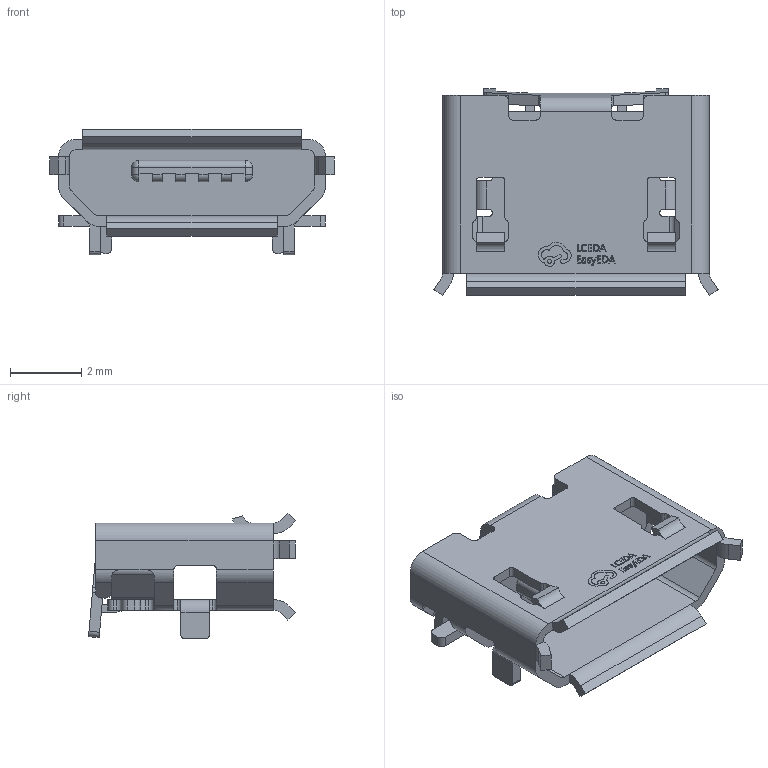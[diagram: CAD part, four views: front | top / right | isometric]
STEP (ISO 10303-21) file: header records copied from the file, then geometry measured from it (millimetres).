
FILE_DESCRIPTION (( 'STEP AP214' ), '1' );
FILE_NAME ('MICRO-USB-SMD_10103594-0001LF.step', '2022-07-07T02:32:33', ( '' ), ( '' ), 'SwSTEP 2.0', 'SolidWorks 2020', '' );
FILE_SCHEMA (( 'AUTOMOTIVE_DESIGN' ));
Length unit declared in the file: millimetre
Products named in the file (1): MICRO-USB-SMD_10103594-0001LF
Bounding box: 8 x 5.82 x 3.52 mm (x, y, z)
Volume: 51.9 mm3; surface area: 275.9 mm2
Topology: 2 solids, 2 shells, 623 faces, 1754 edges, 1152 vertices
Faces by surface type: plane 365, cylinder 142, bspline 112, sphere 4
Entity records: 27555 total; most frequent: CARTESIAN_POINT 5750, ORIENTED_EDGE 3500, DIRECTION 2808, EDGE_CURVE 1750, VECTOR 1228, LINE 1228, VERTEX_POINT 1152, AXIS2_PLACEMENT_3D 790
